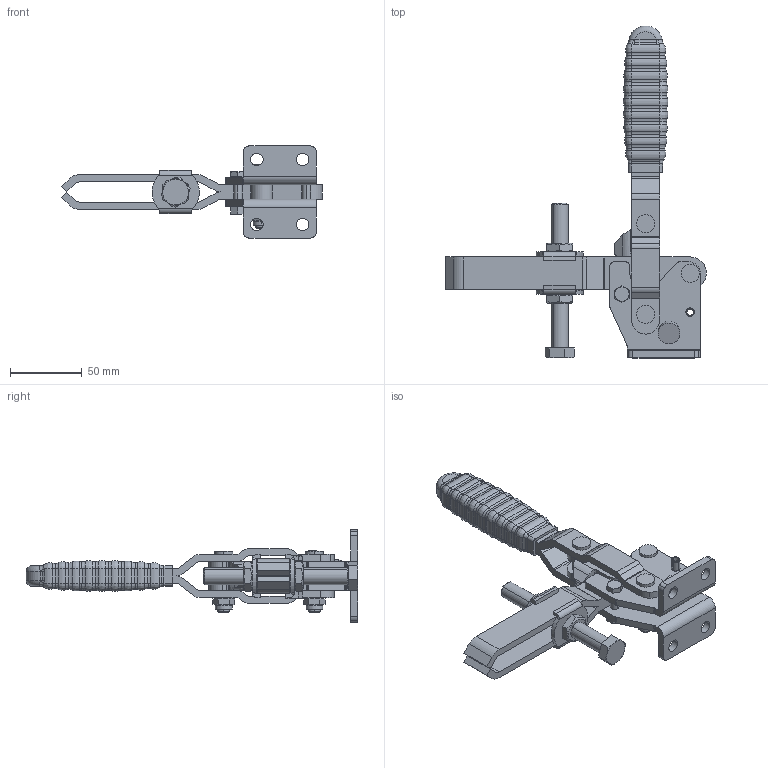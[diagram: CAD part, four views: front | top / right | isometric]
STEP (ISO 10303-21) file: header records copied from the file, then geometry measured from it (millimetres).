
FILE_DESCRIPTION((''),'2;1');
FILE_NAME('MG87UB.stp','2009-11-06T11:32:00',('David'),(''),'Autodesk Inventor 8','Autodesk Inventor 8','');
FILE_SCHEMA(('AUTOMOTIVE_DESIGN { 1 0 10303 214 1 1 1 1 }'));
Length unit declared in the file: millimetre
Products named in the file (7): MG87UB; MG87 SIDEPLATE ASSEMBLY; MG87 HANDLE ASSEMBLY; MG87 U-BAR ASSEMBLY; MG87 LINK ASSEMBLY; ISO 4017  (Regular Thread) M12 x 100; MG87 FLANGED WASHER ASSEMBLY
Assembly tree (6 placements, depth 2):
  MG87UB
    MG87 SIDEPLATE ASSEMBLY
    MG87 HANDLE ASSEMBLY
    MG87 U-BAR ASSEMBLY
    MG87 LINK ASSEMBLY
    ISO 4017  (Regular Thread) M12 x 100
    MG87 FLANGED WASHER ASSEMBLY
Bounding box: 181.24 x 230.73 x 64 mm (x, y, z)
Volume: 195678.1 mm3; surface area: 81949.8 mm2
Topology: 7 solids, 89 shells, 1117 faces, 2516 edges, 1603 vertices
Faces by surface type: plane 496, cylinder 332, bspline 231, cone 56, torus 2
Entity records: 36864 total; most frequent: CARTESIAN_POINT 12024, DIRECTION 5226, ORIENTED_EDGE 5032, EDGE_CURVE 2516, AXIS2_PLACEMENT_3D 1943, VERTEX_POINT 1603, VECTOR 1340, LINE 1340
